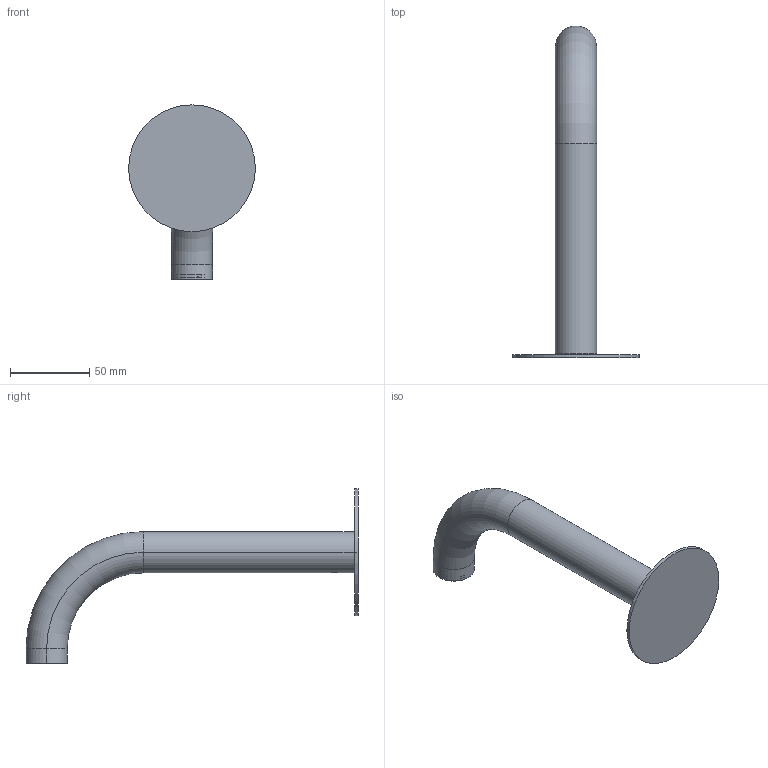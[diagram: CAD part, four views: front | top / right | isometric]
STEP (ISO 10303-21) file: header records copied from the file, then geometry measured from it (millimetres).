
FILE_DESCRIPTION(('CATIA V5 STEP Exchange','CAx-IF Rec.Pracs.--- Model Styling and Organization---1.5--- 2016-08-15','CAx-IF Rec.Pracs.---Supplemental Geometry---1.0---2011-11-01','CAx-IF Rec.Pracs.--- Composite Materials ---3.4---2017-06-13','CAx-IF Rec.Pracs.---Tessellated 3D Geometry---1.0---2015-12-17'),'2;1');
FILE_NAME('ZB0G5100xx.stp','2024-06-06T13:39:43+00:00',('none'),('none'),'CATIA Version 5-6 Release 2020 SP2','CATIA V5 STEP AP242 v2','none');
FILE_SCHEMA(('AP242_MANAGED_MODEL_BASED_3D_ENGINEERING_MIM_LF {1 0 10303 442 1 1 4}'));
Length unit declared in the file: millimetre
Products named in the file (1): ZB0G5100xx
Bounding box: 80 x 209.5 x 110 mm (x, y, z)
Volume: 37141.1 mm3; surface area: 48621.8 mm2
Topology: 2 solids, 63 shells, 94 faces, 388 edges, 358 vertices
Faces by surface type: plane 40, cylinder 34, torus 10, cone 8, bspline 2
Entity records: 4425 total; most frequent: CARTESIAN_POINT 1232, DIRECTION 527, ORIENTED_EDGE 468, EDGE_CURVE 386, VERTEX_POINT 358, AXIS2_PLACEMENT_3D 253, VECTOR 194, LINE 194
